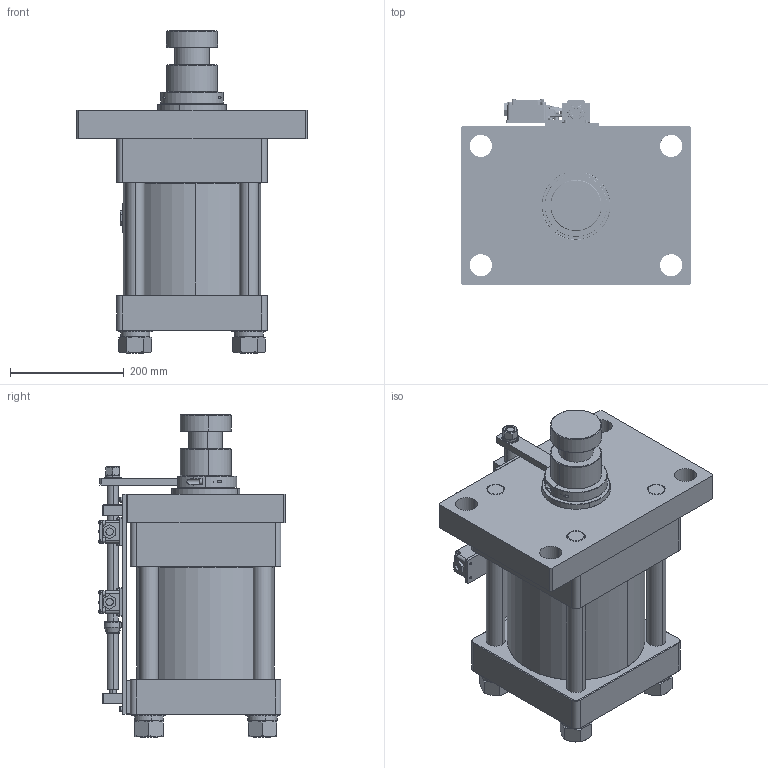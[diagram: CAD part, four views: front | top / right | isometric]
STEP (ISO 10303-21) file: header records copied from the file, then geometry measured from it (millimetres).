
FILE_DESCRIPTION (( 'STEP AP203' ), '1' );
FILE_NAME ('CHK-FA200-80D-00.STEP', '2013-03-23T01:03:36', ( '微软用户' ), ( '微软中国' ), 'SwSTEP 2.0', 'SolidWorks 2011', '' );
FILE_SCHEMA (( 'CONFIG_CONTROL_DESIGN' ));
Length unit declared in the file: millimetre
Products named in the file (38): 俴最羲壽; cross recessed small pan head screws gb_GB_CROSS_SCREWS_TYPE3 M3.5X5-5-N; CHK-FA200-100D-16; hexagon socket head cap screws gb_GB_FASTENER_SCREWS_HSHCS M5X20-N; hexagon socket head cap screws gb_GB_FASTENER_SCREWS_HSHCS M5X35-N; CHK-FA200-100D-14; spring lock washers--normal type gb_GB_FASTENER_WASHER_SW 33; CHK-FA200-80D-10; CHK-FA200-100D-02; CHK-FA200-100D-05; CHK-FA200-100D-09; hex socket set screws with flat point gb_GB_FASTENER_SCREWS_HSFP M5X5-N; CHK-FA200-100D-04; CHK-FA200-80D-00; CHK-FA100x130-20; hexagon socket head cap screws gb_GB_FASTENER_SCREWS_HSHCS M5X10-N; CHK-FA200-100D-18; hex nuts, style 1-grades ab gb_GB_FASTENER_NUT_SNAB1 M16-N; spring lock washers--normal type gb_GB_FASTENER_WASHER_SW 16; 菜え16; hex socket set screws with flat point gb_GB_FASTENER_SCREWS_HSFP M5X10-N; CHK-FA200-100D-17-1; CHK-FA200-100D-17-2; CHK-FA200-80D-19; CHK-FA200-80D-15; CHK-FA200-100D-13; hexagon socket head cap screws gb_GB_FASTENER_SCREWS_HSHCS M5X30-N; hex nuts, style 1-grades ab gb_GB_FASTENER_NUT_SNAB1 B M33-N; dianpian33; hexagon socket head cap screws gb_GB_FASTENER_SCREWS_HSHCS M10X60-N; CHK-FA200-80D-12; CHK-FA200-100D-11; CHK-FA200-100D-03; CHK-FA200-100D-07; CHK-FA200-100D-06; CHK-FA200-80D-01; CHK-FA200-80D-08
Assembly tree (100 placements, depth 3):
  CHK-FA200-80D-00
    CHK-FA200-100D-05
    hexagon socket head cap screws gb_GB_FASTENER_SCREWS_HSHCS M5X20-N  x2
    hex socket set screws with flat point gb_GB_FASTENER_SCREWS_HSFP M5X5-N  x2
    hexagon socket head cap screws gb_GB_FASTENER_SCREWS_HSHCS M5X10-N  x4
    CHK-FA200-100D-16
    hexagon socket head cap screws gb_GB_FASTENER_SCREWS_HSHCS M5X35-N  x4
    hexagon socket head cap screws gb_GB_FASTENER_SCREWS_HSHCS M5X30-N  x12
    hex nuts, style 1-grades ab gb_GB_FASTENER_NUT_SNAB1 B M33-N  x4
    hexagon socket head cap screws gb_GB_FASTENER_SCREWS_HSHCS M10X60-N  x24
    CHK-FA200-100D-11
    CHK-FA200-100D-13
    spring lock washers--normal type gb_GB_FASTENER_WASHER_SW 33  x4
    CHK-FA100x130-20  x2
    CHK-FA200-100D-17-1
    CHK-FA200-80D-10  x4
    dianpian33  x4
    CHK-FA200-100D-07
    俴最羲壽  x2
      cross recessed small pan head screws gb_GB_CROSS_SCREWS_TYPE3 M3.5X5-5-N
      俴最羲壽
    CHK-FA200-100D-18  x2
    CHK-FA200-80D-12
    CHK-FA200-100D-04
    spring lock washers--normal type gb_GB_FASTENER_WASHER_SW 16
    菜え16
    hex socket set screws with flat point gb_GB_FASTENER_SCREWS_HSFP M5X10-N
    CHK-FA200-100D-14
    CHK-FA200-100D-06
    hex nuts, style 1-grades ab gb_GB_FASTENER_NUT_SNAB1 M16-N
    CHK-FA200-100D-17-2
    CHK-FA200-100D-02
    CHK-FA200-80D-08
    CHK-FA200-80D-01
    CHK-FA200-100D-09
    CHK-FA200-80D-19
    CHK-FA200-80D-15
    CHK-FA200-100D-03
Bounding box: 405 x 327.91 x 568 mm (x, y, z)
Volume: 24366955.3 mm3; surface area: 2268715.5 mm2
Topology: 106 solids, 106 shells, 3278 faces, 8076 edges, 4970 vertices
Faces by surface type: plane 1515, cylinder 984, cone 446, torus 208, bspline 81, sphere 44
Entity records: 57204 total; most frequent: CARTESIAN_POINT 17617, DIRECTION 7592, ORIENTED_EDGE 6662, EDGE_CURVE 3331, AXIS2_PLACEMENT_3D 3061, VERTEX_POINT 2070, EDGE_LOOP 1749, CIRCLE 1555
